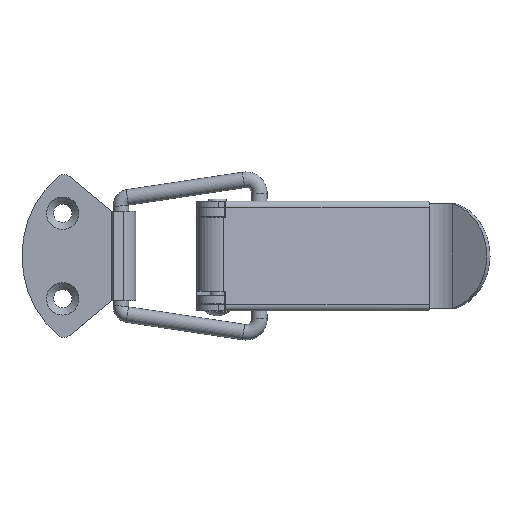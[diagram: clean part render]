
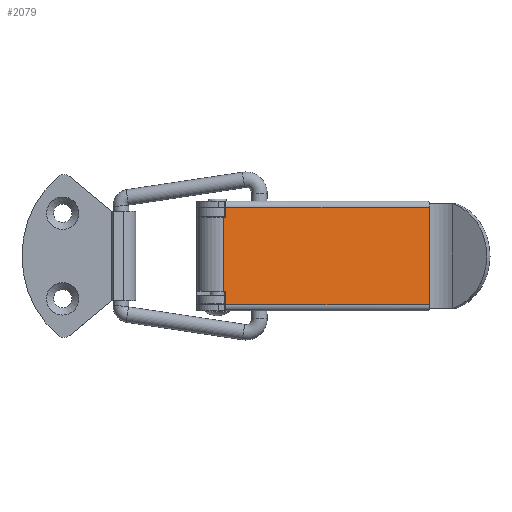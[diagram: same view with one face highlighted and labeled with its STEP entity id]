
A CAD part, top view. The second image highlights one B-rep face of the part: STEP entity #2079.
In plain terms, the highlighted planar face has unit normal (0.173, 0, 0.985).
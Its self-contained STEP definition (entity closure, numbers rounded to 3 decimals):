
#86=LINE('',#3292,#251);
#87=LINE('',#3294,#252);
#88=LINE('',#3297,#253);
#89=LINE('',#3298,#254);
#90=LINE('',#3300,#255);
#91=LINE('',#3302,#256);
#92=LINE('',#3304,#257);
#93=LINE('',#3306,#258);
#251=VECTOR('',#2678,1000.);
#252=VECTOR('',#2681,1000.);
#253=VECTOR('',#2682,1000.);
#254=VECTOR('',#2683,1000.);
#255=VECTOR('',#2684,1000.);
#256=VECTOR('',#2685,1000.);
#257=VECTOR('',#2686,1000.);
#258=VECTOR('',#2687,1000.);
#622=ORIENTED_EDGE('',*,*,#1112,.F.);
#623=ORIENTED_EDGE('',*,*,#1113,.T.);
#624=ORIENTED_EDGE('',*,*,#1111,.T.);
#625=ORIENTED_EDGE('',*,*,#1114,.F.);
#626=ORIENTED_EDGE('',*,*,#1115,.T.);
#627=ORIENTED_EDGE('',*,*,#1116,.T.);
#628=ORIENTED_EDGE('',*,*,#1117,.F.);
#629=ORIENTED_EDGE('',*,*,#1118,.T.);
#1111=EDGE_CURVE('',#1373,#1379,#86,.T.);
#1112=EDGE_CURVE('',#1380,#1381,#87,.T.);
#1113=EDGE_CURVE('',#1380,#1373,#88,.T.);
#1114=EDGE_CURVE('',#1382,#1379,#89,.T.);
#1115=EDGE_CURVE('',#1382,#1383,#90,.T.);
#1116=EDGE_CURVE('',#1383,#1384,#91,.T.);
#1117=EDGE_CURVE('',#1385,#1384,#92,.T.);
#1118=EDGE_CURVE('',#1385,#1381,#93,.T.);
#1373=VERTEX_POINT('',#3279);
#1379=VERTEX_POINT('',#3291);
#1380=VERTEX_POINT('',#3295);
#1381=VERTEX_POINT('',#3296);
#1382=VERTEX_POINT('',#3299);
#1383=VERTEX_POINT('',#3301);
#1384=VERTEX_POINT('',#3303);
#1385=VERTEX_POINT('',#3305);
#1678=EDGE_LOOP('',(#622,#623,#624,#625,#626,#627,#628,#629));
#1860=FACE_BOUND('',#1678,.T.);
#1986=PLANE('',#2311);
#2079=ADVANCED_FACE('',(#1860),#1986,.F.);
#2311=AXIS2_PLACEMENT_3D('',#3293,#2679,#2680);
#2678=DIRECTION('',(0.,-1.,0.));
#2679=DIRECTION('',(-0.173,0.,-0.985));
#2680=DIRECTION('',(-0.985,0.,0.173));
#2681=DIRECTION('',(0.,-1.,0.));
#2682=DIRECTION('',(-0.985,0.,0.173));
#2683=DIRECTION('',(0.985,0.,-0.173));
#2684=DIRECTION('',(0.,-1.,0.));
#2685=DIRECTION('',(0.985,0.,-0.173));
#2686=DIRECTION('',(0.,1.,0.));
#2687=DIRECTION('',(0.985,0.,-0.173));
#3279=CARTESIAN_POINT('',(2.063,11.998,10.549));
#3291=CARTESIAN_POINT('',(2.063,9.5,10.549));
#3292=CARTESIAN_POINT('',(2.063,13.5,10.549));
#3293=CARTESIAN_POINT('',(52.114,13.5,1.742));
#3294=CARTESIAN_POINT('',(52.114,13.5,1.742));
#3295=CARTESIAN_POINT('',(52.114,11.998,1.742));
#3296=CARTESIAN_POINT('',(52.114,-11.998,1.742));
#3297=CARTESIAN_POINT('',(52.114,11.998,1.742));
#3298=CARTESIAN_POINT('',(52.114,9.5,1.742));
#3299=CARTESIAN_POINT('',(1.571,9.5,10.636));
#3300=CARTESIAN_POINT('',(1.571,13.5,10.636));
#3301=CARTESIAN_POINT('',(1.571,-8.7,10.636));
#3302=CARTESIAN_POINT('',(52.114,-8.7,1.742));
#3303=CARTESIAN_POINT('',(2.063,-8.7,10.549));
#3304=CARTESIAN_POINT('',(2.063,-8.7,10.549));
#3305=CARTESIAN_POINT('',(2.063,-11.998,10.549));
#3306=CARTESIAN_POINT('',(2.063,-11.998,10.549));
